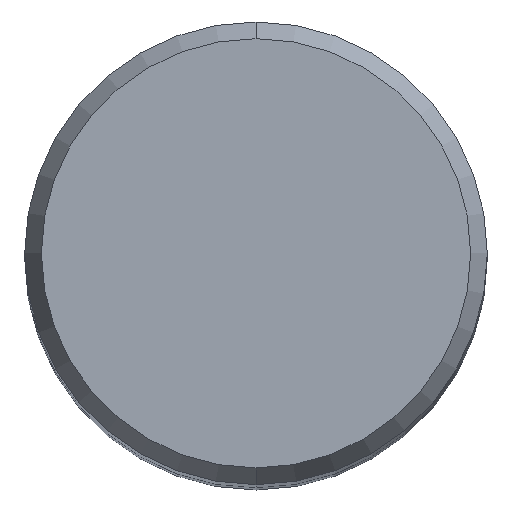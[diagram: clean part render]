
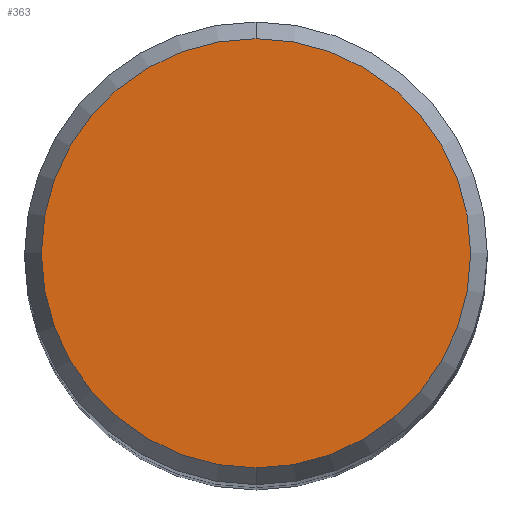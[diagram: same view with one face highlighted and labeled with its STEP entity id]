
A CAD part, top view. The second image highlights one B-rep face of the part: STEP entity #363.
In plain terms, the highlighted planar face has unit normal (0, 0, 1).
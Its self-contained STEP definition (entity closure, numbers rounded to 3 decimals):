
#181=VERTEX_POINT('',#433);
#223=EDGE_CURVE('',#229,#181,#477,.T.);
#229=VERTEX_POINT('',#484);
#321=EDGE_CURVE('',#181,#229,#590,.T.);
#363=ADVANCED_FACE('',(#636),#637,.T.);
#433=CARTESIAN_POINT('',(0.0,8.837,0.0));
#477=CIRCLE('',#890,8.837);
#484=CARTESIAN_POINT('',(0.,-8.837,0.0));
#590=CIRCLE('',#1192,8.837);
#636=FACE_OUTER_BOUND('',#1312,.T.);
#637=PLANE('',#1313);
#890=AXIS2_PLACEMENT_3D('',#1402,#1403,#1404);
#1192=AXIS2_PLACEMENT_3D('',#1570,#1571,#1572);
#1312=EDGE_LOOP('',(#1612,#1613));
#1313=AXIS2_PLACEMENT_3D('',#1614,#1615,#1616);
#1402=CARTESIAN_POINT('',(0.0,0.0,0.0));
#1403=DIRECTION('',(0.0,0.0,-1.0));
#1404=DIRECTION('',(0.0,1.0,0.0));
#1570=CARTESIAN_POINT('',(0.0,0.0,0.0));
#1571=DIRECTION('',(0.0,0.0,-1.0));
#1572=DIRECTION('',(0.0,1.0,0.0));
#1612=ORIENTED_EDGE('',*,*,#321,.F.);
#1613=ORIENTED_EDGE('',*,*,#223,.F.);
#1614=CARTESIAN_POINT('',(0.0,4.419,0.0));
#1615=DIRECTION('',(-0.0,0.0,1.0));
#1616=DIRECTION('',(0.0,-1.0,0.0));
